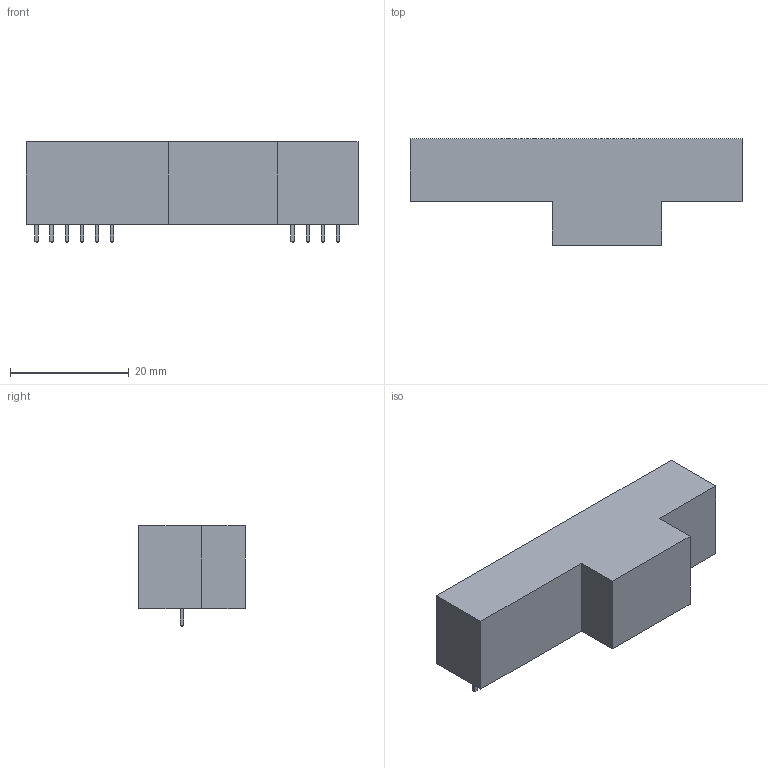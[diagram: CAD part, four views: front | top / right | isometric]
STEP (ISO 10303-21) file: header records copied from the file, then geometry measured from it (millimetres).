
FILE_DESCRIPTION(('FreeCAD Model'),'2;1');
FILE_NAME('Ag9200.step','2018-03-28T08:30:49',('Author'),(''), 'Open CASCADE STEP processor 6.8','FreeCAD','Unknown');
FILE_SCHEMA(('AUTOMOTIVE_DESIGN_CC2 { 1 2 10303 214 -1 1 5 4 }'));
Length unit declared in the file: millimetre
Products named in the file (2): ASSEMBLY; Chamfer
Assembly tree (1 placements, depth 2):
  ASSEMBLY
    Chamfer
Bounding box: 56 x 18 x 17 mm (x, y, z)
Volume: 10237.5 mm3; surface area: 3601.7 mm2
Topology: 1 solids, 1 shells, 100 faces, 224 edges, 136 vertices
Faces by surface type: plane 100
Entity records: 5619 total; most frequent: CARTESIAN_POINT 910, DIRECTION 876, LINE 672, VECTOR 672, ORIENTED_EDGE 448, PCURVE 448, DEFINITIONAL_REPRESENTATION 448, EDGE_CURVE 224
